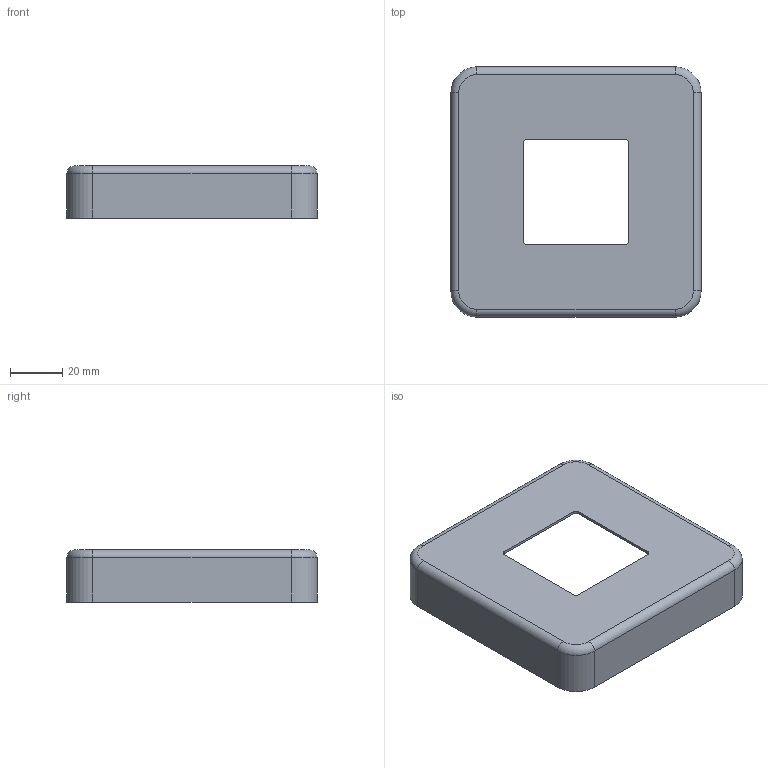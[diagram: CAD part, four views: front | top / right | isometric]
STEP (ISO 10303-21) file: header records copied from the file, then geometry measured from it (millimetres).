
FILE_DESCRIPTION (( 'STEP AP203' ), '1' );
FILE_NAME ('51250-240.STEP', '2020-11-06T08:29:46', ( '' ), ( '' ), 'SwSTEP 2.0', 'SolidWorks 2018', '' );
FILE_SCHEMA (( 'CONFIG_CONTROL_DESIGN' ));
Length unit declared in the file: millimetre
Products named in the file (2): 51250-240
Bounding box: 96 x 96 x 20 mm (x, y, z)
Volume: 14008.1 mm3; surface area: 28552.1 mm2
Topology: 1 solids, 1 shells, 261 faces, 689 edges, 454 vertices
Faces by surface type: plane 139, bspline 94, cylinder 20, torus 8
Entity records: 13502 total; most frequent: CARTESIAN_POINT 7484, ORIENTED_EDGE 1378, DIRECTION 887, EDGE_CURVE 689, VERTEX_POINT 454, VECTOR 453, LINE 453, EDGE_LOOP 287
